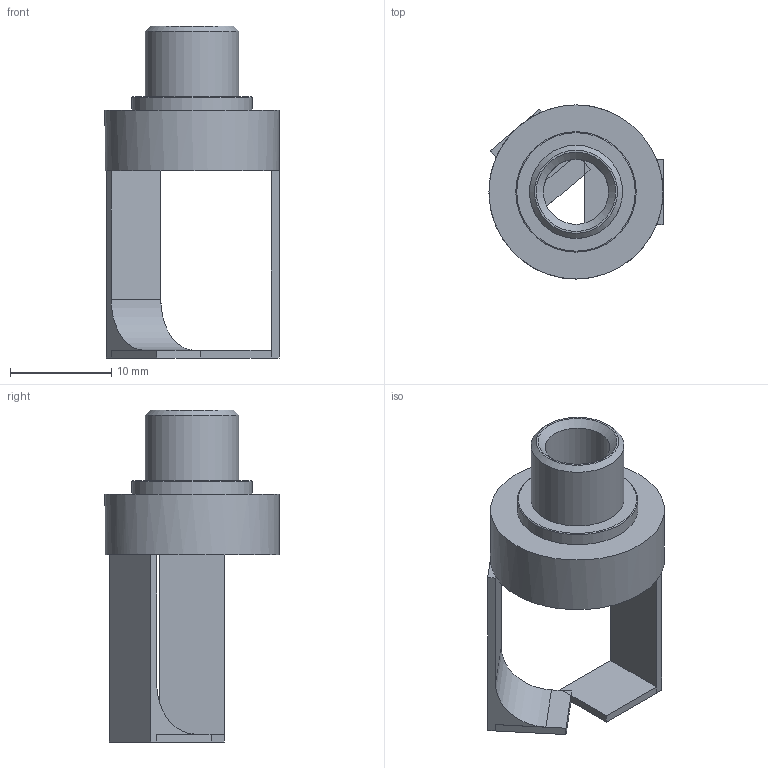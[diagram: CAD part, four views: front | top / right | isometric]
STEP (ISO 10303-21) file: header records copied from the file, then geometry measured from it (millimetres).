
FILE_DESCRIPTION(('FreeCAD Model'),'2;1');
FILE_NAME('audiocon.step','2015-02-20T16:59:34',( 'FreeCAD'),('FreeCAD'),'Open CASCADE STEP processor 6.5','FreeCAD', 'Unknown');
FILE_SCHEMA(('AUTOMOTIVE_DESIGN_CC2 { 1 2 10303 214 -1 1 5 4 }'));
Length unit declared in the file: millimetre
Products named in the file (1): Fillet001
Bounding box: 17.2 x 17.2 x 32.8 mm (x, y, z)
Volume: 1816.2 mm3; surface area: 1976.4 mm2
Topology: 1 solids, 1 shells, 41 faces, 96 edges, 57 vertices
Faces by surface type: plane 33, cylinder 5, cone 2, torus 1
Full cylindrical faces by diameter (mm): 6.43 x1, 9.2 x1, 11.9 x1, 17.2 x1
Entity records: 2452 total; most frequent: CARTESIAN_POINT 481, DIRECTION 369, LINE 240, VECTOR 240, ORIENTED_EDGE 192, PCURVE 192, DEFINITIONAL_REPRESENTATION 192, EDGE_CURVE 96
